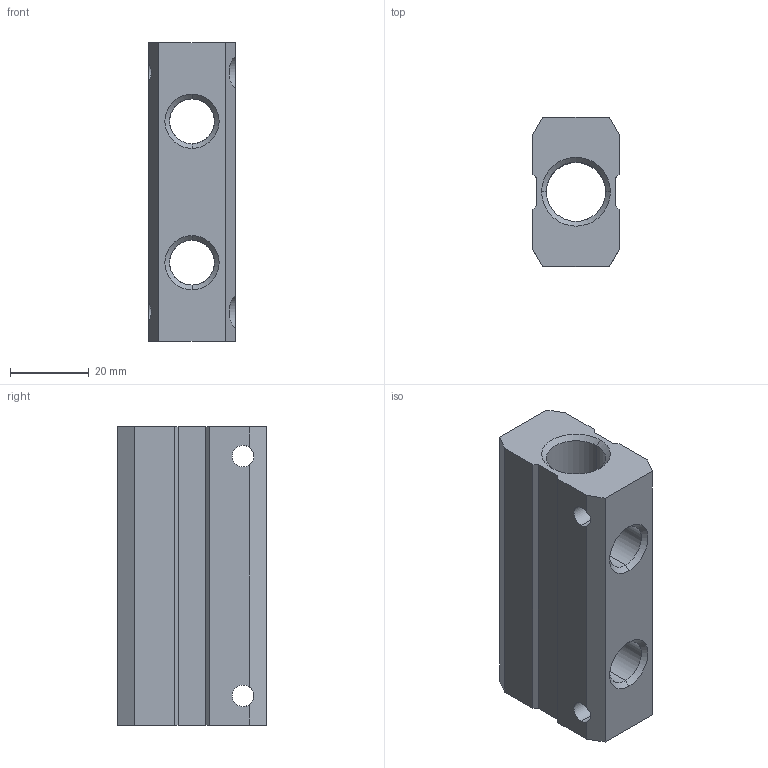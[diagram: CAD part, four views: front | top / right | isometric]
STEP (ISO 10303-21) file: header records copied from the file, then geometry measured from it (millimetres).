
FILE_DESCRIPTION (( 'STEP AP214' ), '1' );
FILE_NAME ('060480011BC00A.STEP', '2016-11-22T08:39:57', ( '' ), ( '' ), 'SwSTEP 2.0', 'SolidWorks 2016', '' );
FILE_SCHEMA (( 'AUTOMOTIVE_DESIGN' ));
Length unit declared in the file: millimetre
Products named in the file (2): 060480011BC00A
Bounding box: 22 x 38 x 76 mm (x, y, z)
Volume: 40576 mm3; surface area: 15076.6 mm2
Topology: 1 solids, 1 shells, 56 faces, 150 edges, 96 vertices
Faces by surface type: cylinder 22, plane 22, cone 12
Entity records: 2295 total; most frequent: CARTESIAN_POINT 668, DIRECTION 306, ORIENTED_EDGE 300, EDGE_CURVE 150, AXIS2_PLACEMENT_3D 110, VERTEX_POINT 96, LINE 86, VECTOR 86
